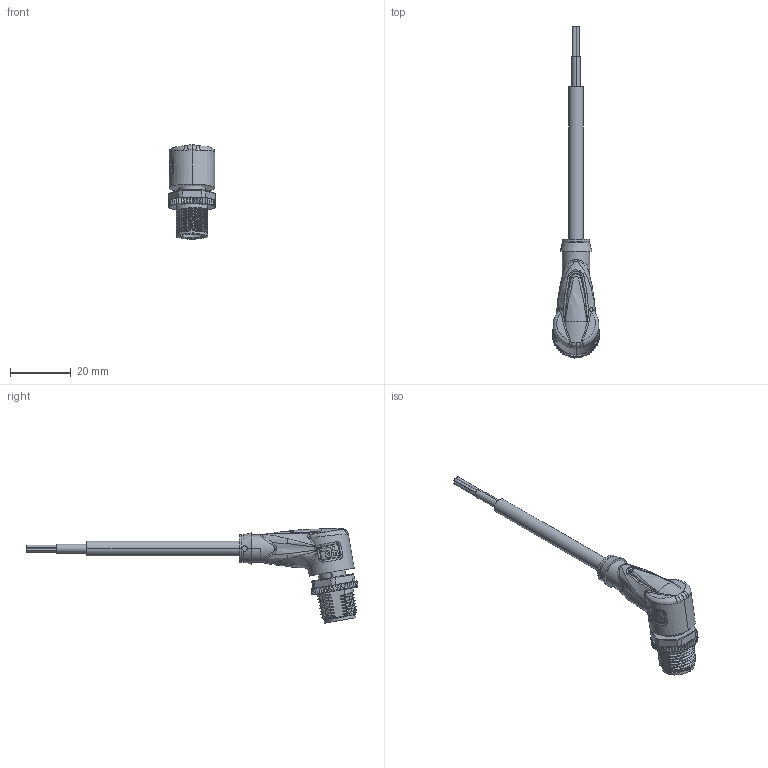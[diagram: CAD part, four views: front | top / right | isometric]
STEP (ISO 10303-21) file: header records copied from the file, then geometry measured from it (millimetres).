
FILE_DESCRIPTION(('STEP AP214'),'1');
FILE_NAME('cctmp_EA3154C3-73BC-4DB5-843C-EC7131BAE513_2022_04_27_10_49_41_0016..stp','2022-04-27T08:49:46',('KiM GmbH'),('CADClick - www.CADClick.com'),'Spatial InterOp 3D postprocessed',' ','unknown authorization');
FILE_SCHEMA(('AUTOMOTIVE_DESIGN'));
Length unit declared in the file: millimetre
Products named in the file (7): T193891_1; Connection2; Cable; Connection1; Connection1_2; Connection1_1; T193891
Assembly tree (6 placements, depth 4):
  T193891
    T193891_1
      Connection2
      Cable
      Connection1
        Connection1_2
        Connection1_1
Bounding box: 15.4 x 108.98 x 30.94 mm (x, y, z)
Volume: 6809.2 mm3; surface area: 5669.4 mm2
Topology: 9 solids, 11 shells, 1185 faces, 3096 edges, 1961 vertices
Faces by surface type: plane 495, cylinder 292, bspline 177, torus 142, cone 67, sphere 8, extrusion 4
Entity records: 54883 total; most frequent: CARTESIAN_POINT 23485, ORIENTED_EDGE 6170, DIRECTION 5220, EDGE_CURVE 3085, VERTEX_POINT 1961, AXIS2_PLACEMENT_3D 1854, VECTOR 1512, LINE 1508
